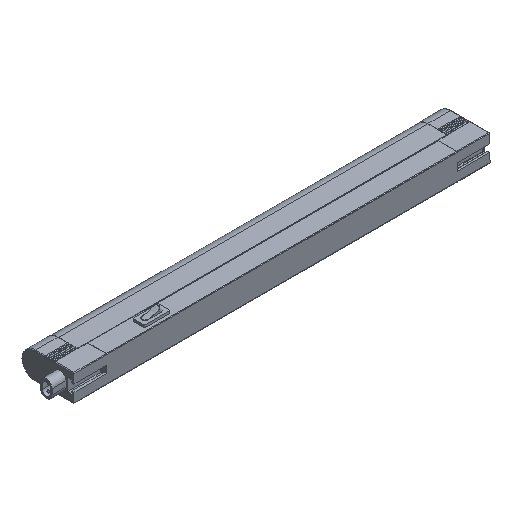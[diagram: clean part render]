
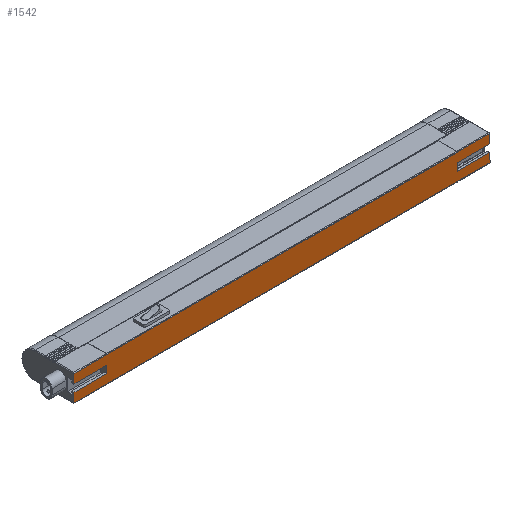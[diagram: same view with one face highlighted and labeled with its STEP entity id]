
A CAD part, isometric view. The second image highlights one B-rep face of the part: STEP entity #1542.
In plain terms, the highlighted planar face has unit normal (0, -1, 0).
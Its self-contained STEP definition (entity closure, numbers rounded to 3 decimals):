
#279 = CARTESIAN_POINT ( 'NONE',  ( -171., 0., 10.45 ) ) ;
#299 = VECTOR ( 'NONE', #7793, 1000. ) ;
#465 = ORIENTED_EDGE ( 'NONE', *, *, #6205, .T. ) ;
#497 = CARTESIAN_POINT ( 'NONE',  ( -171., 0., 10.95 ) ) ;
#559 = ORIENTED_EDGE ( 'NONE', *, *, #5060, .F. ) ;
#664 = LINE ( 'NONE', #6879, #5389 ) ;
#681 = EDGE_CURVE ( 'NONE', #4186, #3915, #1012, .T. ) ;
#711 = CARTESIAN_POINT ( 'NONE',  ( -144., 0., -3. ) ) ;
#716 = ORIENTED_EDGE ( 'NONE', *, *, #2506, .F. ) ;
#800 = VECTOR ( 'NONE', #6673, 1000. ) ;
#893 = CARTESIAN_POINT ( 'NONE',  ( 171., 0., 3. ) ) ;
#1004 = LINE ( 'NONE', #1146, #4085 ) ;
#1012 = LINE ( 'NONE', #5233, #7378 ) ;
#1034 = CARTESIAN_POINT ( 'NONE',  ( 171., 0., 11. ) ) ;
#1146 = CARTESIAN_POINT ( 'NONE',  ( 144., 0., 10.45 ) ) ;
#1195 = CARTESIAN_POINT ( 'NONE',  ( -144., 0., 3. ) ) ;
#1219 = ORIENTED_EDGE ( 'NONE', *, *, #4454, .T. ) ;
#1291 = VERTEX_POINT ( 'NONE', #893 ) ;
#1296 = CARTESIAN_POINT ( 'NONE',  ( -144., 0., 10.45 ) ) ;
#1342 = VECTOR ( 'NONE', #7653, 1000. ) ;
#1429 = LINE ( 'NONE', #1699, #4500 ) ;
#1488 = CARTESIAN_POINT ( 'NONE',  ( 171., 0., -10.45 ) ) ;
#1542 = ADVANCED_FACE ( 'NONE', ( #4741 ), #7815, .F. ) ;
#1612 = CARTESIAN_POINT ( 'NONE',  ( 155.588, 0., -3. ) ) ;
#1637 = EDGE_CURVE ( 'NONE', #5547, #3915, #5796, .T. ) ;
#1657 = DIRECTION ( 'NONE',  ( 0., 0., 1. ) ) ;
#1699 = CARTESIAN_POINT ( 'NONE',  ( 171., 0., 10.45 ) ) ;
#1733 = ORIENTED_EDGE ( 'NONE', *, *, #5392, .F. ) ;
#1734 = CARTESIAN_POINT ( 'NONE',  ( 155.588, 0., 3. ) ) ;
#1772 = EDGE_CURVE ( 'NONE', #5298, #7916, #6859, .T. ) ;
#1791 = CARTESIAN_POINT ( 'NONE',  ( 171., 0., 10.45 ) ) ;
#1814 = VERTEX_POINT ( 'NONE', #3110 ) ;
#1961 = DIRECTION ( 'NONE',  ( 1., 0., 0. ) ) ;
#1966 = LINE ( 'NONE', #1612, #6490 ) ;
#2095 = CARTESIAN_POINT ( 'NONE',  ( 132.412, 0., 3. ) ) ;
#2167 = LINE ( 'NONE', #5957, #299 ) ;
#2184 = DIRECTION ( 'NONE',  ( 0., 0., -1. ) ) ;
#2188 = CARTESIAN_POINT ( 'NONE',  ( 171., 0., -3. ) ) ;
#2331 = DIRECTION ( 'NONE',  ( -1., 0., 0. ) ) ;
#2354 = DIRECTION ( 'NONE',  ( -1., 0., 0. ) ) ;
#2365 = VERTEX_POINT ( 'NONE', #1488 ) ;
#2506 = EDGE_CURVE ( 'NONE', #7404, #2365, #3278, .T. ) ;
#2526 = VECTOR ( 'NONE', #2354, 1000. ) ;
#2642 = LINE ( 'NONE', #2987, #800 ) ;
#2771 = VECTOR ( 'NONE', #4524, 1000. ) ;
#2849 = ORIENTED_EDGE ( 'NONE', *, *, #1637, .F. ) ;
#2963 = LINE ( 'NONE', #7624, #2771 ) ;
#2987 = CARTESIAN_POINT ( 'NONE',  ( 132.412, 0., -3. ) ) ;
#3108 = LINE ( 'NONE', #6133, #7865 ) ;
#3110 = CARTESIAN_POINT ( 'NONE',  ( 144., 0., -3. ) ) ;
#3278 = LINE ( 'NONE', #6583, #4723 ) ;
#3522 = EDGE_LOOP ( 'NONE', ( #4620, #3669, #465, #716, #559, #1219, #7415, #3920, #7874, #4869, #6526, #2849, #1733, #7379 ) ) ;
#3589 = DIRECTION ( 'NONE',  ( 0., 0., -1. ) ) ;
#3598 = EDGE_CURVE ( 'NONE', #5660, #4186, #1429, .T. ) ;
#3669 = ORIENTED_EDGE ( 'NONE', *, *, #1772, .T. ) ;
#3915 = VERTEX_POINT ( 'NONE', #6130 ) ;
#3920 = ORIENTED_EDGE ( 'NONE', *, *, #7305, .F. ) ;
#4085 = VECTOR ( 'NONE', #5439, 1000. ) ;
#4186 = VERTEX_POINT ( 'NONE', #279 ) ;
#4242 = EDGE_CURVE ( 'NONE', #7249, #5344, #1966, .T. ) ;
#4355 = EDGE_CURVE ( 'NONE', #6153, #5660, #1004, .T. ) ;
#4454 = EDGE_CURVE ( 'NONE', #1814, #5521, #3108, .T. ) ;
#4500 = VECTOR ( 'NONE', #2331, 1000. ) ;
#4508 = LINE ( 'NONE', #497, #6147 ) ;
#4524 = DIRECTION ( 'NONE',  ( 0., 0., -1. ) ) ;
#4620 = ORIENTED_EDGE ( 'NONE', *, *, #6100, .T. ) ;
#4723 = VECTOR ( 'NONE', #7215, 1000. ) ;
#4741 = FACE_OUTER_BOUND ( 'NONE', #3522, .T. ) ;
#4869 = ORIENTED_EDGE ( 'NONE', *, *, #3598, .T. ) ;
#4909 = DIRECTION ( 'NONE',  ( 1., 0., 0. ) ) ;
#5060 = EDGE_CURVE ( 'NONE', #1814, #7404, #2642, .T. ) ;
#5233 = CARTESIAN_POINT ( 'NONE',  ( -171., 0., 10.95 ) ) ;
#5298 = VERTEX_POINT ( 'NONE', #7138 ) ;
#5337 = DIRECTION ( 'NONE',  ( 0., 1., 0. ) ) ;
#5344 = VERTEX_POINT ( 'NONE', #7165 ) ;
#5389 = VECTOR ( 'NONE', #1961, 1000. ) ;
#5392 = EDGE_CURVE ( 'NONE', #7249, #5547, #2167, .T. ) ;
#5439 = DIRECTION ( 'NONE',  ( -1., 0., 0. ) ) ;
#5521 = VERTEX_POINT ( 'NONE', #7899 ) ;
#5547 = VERTEX_POINT ( 'NONE', #1195 ) ;
#5660 = VERTEX_POINT ( 'NONE', #1296 ) ;
#5796 = LINE ( 'NONE', #1734, #2526 ) ;
#5957 = CARTESIAN_POINT ( 'NONE',  ( -144., 0., 3. ) ) ;
#6074 = CARTESIAN_POINT ( 'NONE',  ( -144., 0., -10.45 ) ) ;
#6100 = EDGE_CURVE ( 'NONE', #5344, #5298, #4508, .T. ) ;
#6130 = CARTESIAN_POINT ( 'NONE',  ( -171., 0., 3. ) ) ;
#6133 = CARTESIAN_POINT ( 'NONE',  ( 144., 0., 3. ) ) ;
#6147 = VECTOR ( 'NONE', #3589, 1000. ) ;
#6153 = VERTEX_POINT ( 'NONE', #1791 ) ;
#6205 = EDGE_CURVE ( 'NONE', #7916, #2365, #664, .T. ) ;
#6313 = EDGE_CURVE ( 'NONE', #5521, #1291, #6648, .T. ) ;
#6490 = VECTOR ( 'NONE', #7172, 1000. ) ;
#6526 = ORIENTED_EDGE ( 'NONE', *, *, #681, .T. ) ;
#6583 = CARTESIAN_POINT ( 'NONE',  ( 171., 0., 10.95 ) ) ;
#6648 = LINE ( 'NONE', #2095, #1342 ) ;
#6669 = VECTOR ( 'NONE', #4909, 1000. ) ;
#6673 = DIRECTION ( 'NONE',  ( 1., 0., 0. ) ) ;
#6859 = LINE ( 'NONE', #7360, #6669 ) ;
#6879 = CARTESIAN_POINT ( 'NONE',  ( 171., 0., -10.45 ) ) ;
#7138 = CARTESIAN_POINT ( 'NONE',  ( -171., 0., -10.45 ) ) ;
#7165 = CARTESIAN_POINT ( 'NONE',  ( -171., 0., -3. ) ) ;
#7172 = DIRECTION ( 'NONE',  ( -1., 0., 0. ) ) ;
#7215 = DIRECTION ( 'NONE',  ( 0., 0., -1. ) ) ;
#7249 = VERTEX_POINT ( 'NONE', #711 ) ;
#7305 = EDGE_CURVE ( 'NONE', #6153, #1291, #2963, .T. ) ;
#7360 = CARTESIAN_POINT ( 'NONE',  ( 171., 0., -10.45 ) ) ;
#7378 = VECTOR ( 'NONE', #2184, 1000. ) ;
#7379 = ORIENTED_EDGE ( 'NONE', *, *, #4242, .T. ) ;
#7404 = VERTEX_POINT ( 'NONE', #2188 ) ;
#7415 = ORIENTED_EDGE ( 'NONE', *, *, #6313, .T. ) ;
#7437 = DIRECTION ( 'NONE',  ( 0., 0., 1. ) ) ;
#7448 = AXIS2_PLACEMENT_3D ( 'NONE', #1034, #5337, #1657 ) ;
#7624 = CARTESIAN_POINT ( 'NONE',  ( 171., 0., 10.95 ) ) ;
#7653 = DIRECTION ( 'NONE',  ( 1., 0., 0. ) ) ;
#7793 = DIRECTION ( 'NONE',  ( 0., 0., 1. ) ) ;
#7815 = PLANE ( 'NONE',  #7448 ) ;
#7865 = VECTOR ( 'NONE', #7437, 1000. ) ;
#7874 = ORIENTED_EDGE ( 'NONE', *, *, #4355, .T. ) ;
#7899 = CARTESIAN_POINT ( 'NONE',  ( 144., 0., 3. ) ) ;
#7916 = VERTEX_POINT ( 'NONE', #6074 ) ;
